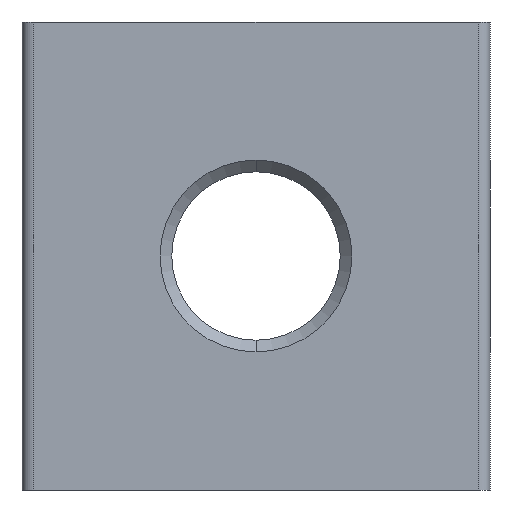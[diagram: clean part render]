
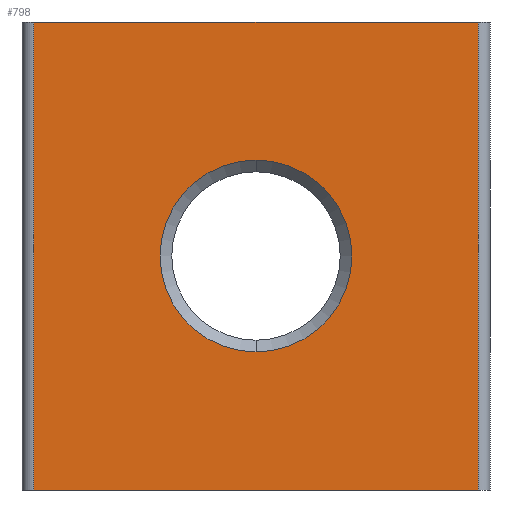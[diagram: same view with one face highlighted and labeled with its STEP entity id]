
A CAD part, front view. The second image highlights one B-rep face of the part: STEP entity #798.
In plain terms, the highlighted planar face has unit normal (0, -1, 0).
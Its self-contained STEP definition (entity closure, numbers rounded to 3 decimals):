
#10 = VECTOR ( 'NONE', #149, 1000. ) ;
#14 = CARTESIAN_POINT ( 'NONE',  ( -19.5, 0., -20. ) ) ;
#22 = FACE_BOUND ( 'NONE', #309, .T. ) ;
#62 = EDGE_CURVE ( 'NONE', #173, #209, #470, .T. ) ;
#75 = ORIENTED_EDGE ( 'NONE', *, *, #62, .F. ) ;
#76 = CARTESIAN_POINT ( 'NONE',  ( 0., 0., -20. ) ) ;
#93 = CARTESIAN_POINT ( 'NONE',  ( -0.5, 0., -20. ) ) ;
#113 = CARTESIAN_POINT ( 'NONE',  ( -19.5, 0., -20. ) ) ;
#123 = VECTOR ( 'NONE', #663, 1000. ) ;
#149 = DIRECTION ( 'NONE',  ( 1., 0., 0. ) ) ;
#151 = DIRECTION ( 'NONE',  ( 1., 0., 0. ) ) ;
#153 = ORIENTED_EDGE ( 'NONE', *, *, #797, .T. ) ;
#173 = VERTEX_POINT ( 'NONE', #195 ) ;
#185 = DIRECTION ( 'NONE',  ( 1., 0., 0. ) ) ;
#195 = CARTESIAN_POINT ( 'NONE',  ( -19.5, 0., 0. ) ) ;
#209 = VERTEX_POINT ( 'NONE', #781 ) ;
#248 = LINE ( 'NONE', #113, #836 ) ;
#258 = CARTESIAN_POINT ( 'NONE',  ( 0., 0., 0. ) ) ;
#268 = LINE ( 'NONE', #76, #10 ) ;
#293 = ORIENTED_EDGE ( 'NONE', *, *, #770, .T. ) ;
#297 = VERTEX_POINT ( 'NONE', #14 ) ;
#298 = FACE_OUTER_BOUND ( 'NONE', #813, .T. ) ;
#302 = VECTOR ( 'NONE', #185, 1000. ) ;
#309 = EDGE_LOOP ( 'NONE', ( #293, #579 ) ) ;
#326 = DIRECTION ( 'NONE',  ( 0., -1., 0. ) ) ;
#341 = EDGE_CURVE ( 'NONE', #930, #425, #380, .T. ) ;
#345 = DIRECTION ( 'NONE',  ( 0., 0., -1. ) ) ;
#380 = CIRCLE ( 'NONE', #799, 4.1 ) ;
#395 = CIRCLE ( 'NONE', #611, 4.1 ) ;
#405 = EDGE_CURVE ( 'NONE', #297, #899, #268, .T. ) ;
#411 = CARTESIAN_POINT ( 'NONE',  ( -10., 0., -5.9 ) ) ;
#425 = VERTEX_POINT ( 'NONE', #514 ) ;
#431 = AXIS2_PLACEMENT_3D ( 'NONE', #746, #326, #468 ) ;
#452 = LINE ( 'NONE', #93, #123 ) ;
#454 = DIRECTION ( 'NONE',  ( 0., 1., 0. ) ) ;
#468 = DIRECTION ( 'NONE',  ( 1., 0., 0. ) ) ;
#470 = LINE ( 'NONE', #258, #302 ) ;
#495 = DIRECTION ( 'NONE',  ( 0., 1., 0. ) ) ;
#514 = CARTESIAN_POINT ( 'NONE',  ( -10., 0., -14.1 ) ) ;
#520 = ORIENTED_EDGE ( 'NONE', *, *, #405, .T. ) ;
#579 = ORIENTED_EDGE ( 'NONE', *, *, #341, .T. ) ;
#611 = AXIS2_PLACEMENT_3D ( 'NONE', #785, #495, #151 ) ;
#663 = DIRECTION ( 'NONE',  ( 0., 0., 1. ) ) ;
#746 = CARTESIAN_POINT ( 'NONE',  ( 0., 0., -20. ) ) ;
#770 = EDGE_CURVE ( 'NONE', #425, #930, #395, .T. ) ;
#781 = CARTESIAN_POINT ( 'NONE',  ( -0.5, 0., 0. ) ) ;
#785 = CARTESIAN_POINT ( 'NONE',  ( -10., 0., -10. ) ) ;
#797 = EDGE_CURVE ( 'NONE', #899, #209, #452, .T. ) ;
#798 = ADVANCED_FACE ( 'NONE', ( #22, #298 ), #886, .T. ) ;
#799 = AXIS2_PLACEMENT_3D ( 'NONE', #903, #454, #818 ) ;
#813 = EDGE_LOOP ( 'NONE', ( #75, #890, #520, #153 ) ) ;
#818 = DIRECTION ( 'NONE',  ( 1., 0., 0. ) ) ;
#836 = VECTOR ( 'NONE', #345, 1000. ) ;
#840 = CARTESIAN_POINT ( 'NONE',  ( -0.5, 0., -20. ) ) ;
#879 = EDGE_CURVE ( 'NONE', #173, #297, #248, .T. ) ;
#886 = PLANE ( 'NONE',  #431 ) ;
#890 = ORIENTED_EDGE ( 'NONE', *, *, #879, .T. ) ;
#899 = VERTEX_POINT ( 'NONE', #840 ) ;
#903 = CARTESIAN_POINT ( 'NONE',  ( -10., 0., -10. ) ) ;
#930 = VERTEX_POINT ( 'NONE', #411 ) ;
